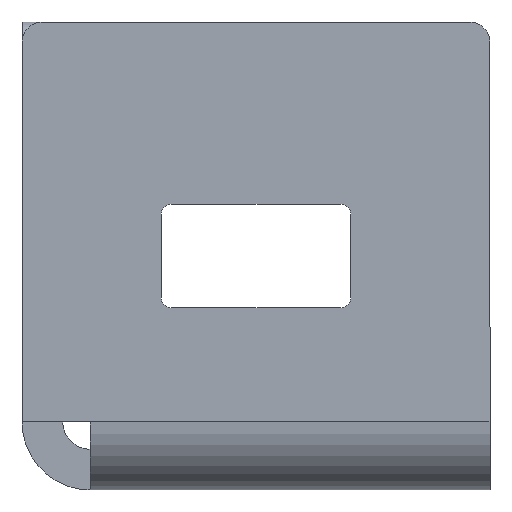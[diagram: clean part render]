
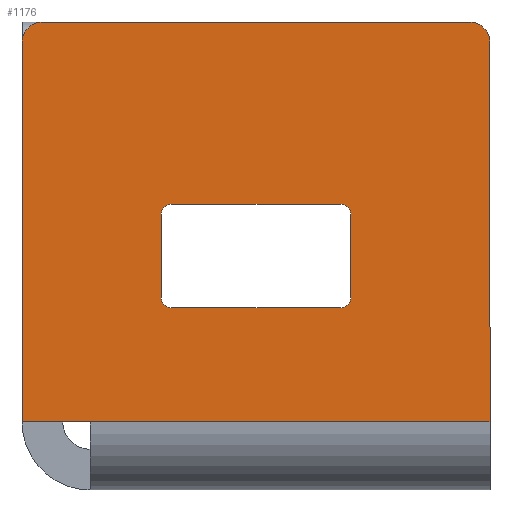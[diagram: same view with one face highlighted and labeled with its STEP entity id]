
A CAD part, front view. The second image highlights one B-rep face of the part: STEP entity #1176.
In plain terms, the highlighted planar face has unit normal (0, -1, 0).
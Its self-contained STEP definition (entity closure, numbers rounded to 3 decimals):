
#4 = ORIENTED_EDGE ( 'NONE', *, *, #989, .T. ) ;
#29 = ORIENTED_EDGE ( 'NONE', *, *, #1308, .T. ) ;
#36 = CIRCLE ( 'NONE', #433, 1. ) ;
#51 = VECTOR ( 'NONE', #479, 1000. ) ;
#61 = CIRCLE ( 'NONE', #1375, 2. ) ;
#64 = VERTEX_POINT ( 'NONE', #1363 ) ;
#77 = CARTESIAN_POINT ( 'NONE',  ( 13.7, 0., 14.9 ) ) ;
#81 = AXIS2_PLACEMENT_3D ( 'NONE', #767, #212, #777 ) ;
#82 = LINE ( 'NONE', #1323, #602 ) ;
#83 = FACE_OUTER_BOUND ( 'NONE', #815, .T. ) ;
#89 = VERTEX_POINT ( 'NONE', #1171 ) ;
#102 = CIRCLE ( 'NONE', #1115, 1. ) ;
#106 = EDGE_CURVE ( 'NONE', #1086, #1386, #36, .T. ) ;
#110 = LINE ( 'NONE', #1362, #51 ) ;
#118 = EDGE_CURVE ( 'NONE', #181, #903, #1055, .T. ) ;
#119 = CARTESIAN_POINT ( 'NONE',  ( 31.3, 0., 13.9 ) ) ;
#137 = CARTESIAN_POINT ( 'NONE',  ( 14.7, 0., 24.1 ) ) ;
#148 = VERTEX_POINT ( 'NONE', #1034 ) ;
#181 = VERTEX_POINT ( 'NONE', #814 ) ;
#200 = CARTESIAN_POINT ( 'NONE',  ( 44., 0., 42. ) ) ;
#208 = EDGE_CURVE ( 'NONE', #1246, #529, #628, .T. ) ;
#212 = DIRECTION ( 'NONE',  ( 0., 1., 0. ) ) ;
#214 = EDGE_CURVE ( 'NONE', #489, #181, #773, .T. ) ;
#230 = ORIENTED_EDGE ( 'NONE', *, *, #598, .T. ) ;
#233 = VECTOR ( 'NONE', #930, 1000. ) ;
#245 = EDGE_CURVE ( 'NONE', #529, #1259, #61, .T. ) ;
#252 = CARTESIAN_POINT ( 'NONE',  ( 0., 0., 2.7 ) ) ;
#259 = ORIENTED_EDGE ( 'NONE', *, *, #743, .F. ) ;
#270 = DIRECTION ( 'NONE',  ( 0., -1., 0. ) ) ;
#276 = CARTESIAN_POINT ( 'NONE',  ( 14.7, 0., 23.1 ) ) ;
#286 = ORIENTED_EDGE ( 'NONE', *, *, #574, .T. ) ;
#294 = DIRECTION ( 'NONE',  ( 0., -1., 0. ) ) ;
#298 = ORIENTED_EDGE ( 'NONE', *, *, #361, .T. ) ;
#303 = DIRECTION ( 'NONE',  ( 0., 0., 1. ) ) ;
#307 = DIRECTION ( 'NONE',  ( 0., 0., -1. ) ) ;
#326 = CARTESIAN_POINT ( 'NONE',  ( 13.7, 0., 23.1 ) ) ;
#338 = CARTESIAN_POINT ( 'NONE',  ( 2., 0., 42. ) ) ;
#359 = CARTESIAN_POINT ( 'NONE',  ( 14.7, 0., 13.9 ) ) ;
#361 = EDGE_CURVE ( 'NONE', #903, #889, #102, .T. ) ;
#366 = AXIS2_PLACEMENT_3D ( 'NONE', #1204, #872, #303 ) ;
#371 = VERTEX_POINT ( 'NONE', #77 ) ;
#379 = ORIENTED_EDGE ( 'NONE', *, *, #214, .T. ) ;
#412 = VERTEX_POINT ( 'NONE', #1213 ) ;
#432 = LINE ( 'NONE', #1221, #766 ) ;
#433 = AXIS2_PLACEMENT_3D ( 'NONE', #729, #822, #473 ) ;
#441 = EDGE_CURVE ( 'NONE', #148, #1246, #495, .T. ) ;
#450 = CARTESIAN_POINT ( 'NONE',  ( 31.3, 0., 24.1 ) ) ;
#461 = LINE ( 'NONE', #359, #1319 ) ;
#473 = DIRECTION ( 'NONE',  ( 0., 0., -1. ) ) ;
#479 = DIRECTION ( 'NONE',  ( 0., 0., 1. ) ) ;
#489 = VERTEX_POINT ( 'NONE', #326 ) ;
#495 = CIRCLE ( 'NONE', #1238, 2. ) ;
#529 = VERTEX_POINT ( 'NONE', #338 ) ;
#561 = DIRECTION ( 'NONE',  ( -1., 0., 0. ) ) ;
#574 = EDGE_CURVE ( 'NONE', #1386, #64, #461, .T. ) ;
#595 = VERTEX_POINT ( 'NONE', #252 ) ;
#598 = EDGE_CURVE ( 'NONE', #1259, #595, #1381, .T. ) ;
#602 = VECTOR ( 'NONE', #1454, 1000. ) ;
#612 = CARTESIAN_POINT ( 'NONE',  ( 46., 0., 2.7 ) ) ;
#628 = LINE ( 'NONE', #1409, #1035 ) ;
#632 = EDGE_CURVE ( 'NONE', #371, #489, #110, .T. ) ;
#636 = AXIS2_PLACEMENT_3D ( 'NONE', #276, #1060, #819 ) ;
#661 = ORIENTED_EDGE ( 'NONE', *, *, #118, .T. ) ;
#670 = ORIENTED_EDGE ( 'NONE', *, *, #106, .T. ) ;
#719 = DIRECTION ( 'NONE',  ( 1., 0., 0. ) ) ;
#729 = CARTESIAN_POINT ( 'NONE',  ( 31.3, 0., 14.9 ) ) ;
#733 = DIRECTION ( 'NONE',  ( -1., 0., 0. ) ) ;
#743 = EDGE_CURVE ( 'NONE', #89, #412, #999, .T. ) ;
#754 = FACE_BOUND ( 'NONE', #896, .T. ) ;
#762 = DIRECTION ( 'NONE',  ( 0., 0., 1. ) ) ;
#766 = VECTOR ( 'NONE', #1337, 1000. ) ;
#767 = CARTESIAN_POINT ( 'NONE',  ( 14.7, 0., 14.9 ) ) ;
#773 = CIRCLE ( 'NONE', #636, 1. ) ;
#777 = DIRECTION ( 'NONE',  ( 0., 0., -1. ) ) ;
#794 = ORIENTED_EDGE ( 'NONE', *, *, #208, .T. ) ;
#814 = CARTESIAN_POINT ( 'NONE',  ( 14.7, 0., 24.1 ) ) ;
#815 = EDGE_LOOP ( 'NONE', ( #794, #1081, #230, #4, #259, #1128, #1310 ) ) ;
#819 = DIRECTION ( 'NONE',  ( 0., 0., 1. ) ) ;
#822 = DIRECTION ( 'NONE',  ( 0., 1., 0. ) ) ;
#823 = EDGE_CURVE ( 'NONE', #889, #1086, #432, .T. ) ;
#872 = DIRECTION ( 'NONE',  ( 0., 1., 0. ) ) ;
#889 = VERTEX_POINT ( 'NONE', #927 ) ;
#896 = EDGE_LOOP ( 'NONE', ( #661, #298, #1138, #670, #286, #29, #1270, #379 ) ) ;
#903 = VERTEX_POINT ( 'NONE', #450 ) ;
#927 = CARTESIAN_POINT ( 'NONE',  ( 32.3, 0., 23.1 ) ) ;
#930 = DIRECTION ( 'NONE',  ( 0., 0., -1. ) ) ;
#962 = DIRECTION ( 'NONE',  ( 0., 0., 1. ) ) ;
#975 = CIRCLE ( 'NONE', #81, 1. ) ;
#984 = PLANE ( 'NONE',  #366 ) ;
#989 = EDGE_CURVE ( 'NONE', #595, #412, #1293, .T. ) ;
#999 = LINE ( 'NONE', #1321, #1264 ) ;
#1007 = CARTESIAN_POINT ( 'NONE',  ( 0., 0., 40. ) ) ;
#1011 = CARTESIAN_POINT ( 'NONE',  ( 0., 0., 0. ) ) ;
#1034 = CARTESIAN_POINT ( 'NONE',  ( 46., 0., 40. ) ) ;
#1035 = VECTOR ( 'NONE', #733, 1000. ) ;
#1055 = LINE ( 'NONE', #137, #1291 ) ;
#1060 = DIRECTION ( 'NONE',  ( 0., 1., 0. ) ) ;
#1081 = ORIENTED_EDGE ( 'NONE', *, *, #245, .T. ) ;
#1086 = VERTEX_POINT ( 'NONE', #1303 ) ;
#1097 = DIRECTION ( 'NONE',  ( 0., 1., 0. ) ) ;
#1112 = DIRECTION ( 'NONE',  ( -1., 0., 0. ) ) ;
#1115 = AXIS2_PLACEMENT_3D ( 'NONE', #1320, #1097, #307 ) ;
#1128 = ORIENTED_EDGE ( 'NONE', *, *, #1284, .T. ) ;
#1138 = ORIENTED_EDGE ( 'NONE', *, *, #823, .T. ) ;
#1164 = DIRECTION ( 'NONE',  ( 1., 0., 0. ) ) ;
#1171 = CARTESIAN_POINT ( 'NONE',  ( 46., 0., 2.7 ) ) ;
#1176 = ADVANCED_FACE ( 'NONE', ( #754, #83 ), #984, .F. ) ;
#1204 = CARTESIAN_POINT ( 'NONE',  ( 0., 0., 0. ) ) ;
#1213 = CARTESIAN_POINT ( 'NONE',  ( 6.7, 0., 2.7 ) ) ;
#1221 = CARTESIAN_POINT ( 'NONE',  ( 32.3, 0., 14.9 ) ) ;
#1238 = AXIS2_PLACEMENT_3D ( 'NONE', #1331, #294, #762 ) ;
#1246 = VERTEX_POINT ( 'NONE', #200 ) ;
#1259 = VERTEX_POINT ( 'NONE', #1007 ) ;
#1264 = VECTOR ( 'NONE', #1112, 1000. ) ;
#1270 = ORIENTED_EDGE ( 'NONE', *, *, #632, .T. ) ;
#1284 = EDGE_CURVE ( 'NONE', #89, #148, #82, .T. ) ;
#1291 = VECTOR ( 'NONE', #1164, 1000. ) ;
#1293 = LINE ( 'NONE', #612, #1356 ) ;
#1303 = CARTESIAN_POINT ( 'NONE',  ( 32.3, 0., 14.9 ) ) ;
#1308 = EDGE_CURVE ( 'NONE', #64, #371, #975, .T. ) ;
#1310 = ORIENTED_EDGE ( 'NONE', *, *, #441, .T. ) ;
#1319 = VECTOR ( 'NONE', #561, 1000. ) ;
#1320 = CARTESIAN_POINT ( 'NONE',  ( 31.3, 0., 23.1 ) ) ;
#1321 = CARTESIAN_POINT ( 'NONE',  ( 0., 0., 2.7 ) ) ;
#1323 = CARTESIAN_POINT ( 'NONE',  ( 46., 0., 0. ) ) ;
#1331 = CARTESIAN_POINT ( 'NONE',  ( 44., 0., 40. ) ) ;
#1337 = DIRECTION ( 'NONE',  ( 0., 0., -1. ) ) ;
#1356 = VECTOR ( 'NONE', #719, 1000. ) ;
#1362 = CARTESIAN_POINT ( 'NONE',  ( 13.7, 0., 14.9 ) ) ;
#1363 = CARTESIAN_POINT ( 'NONE',  ( 14.7, 0., 13.9 ) ) ;
#1375 = AXIS2_PLACEMENT_3D ( 'NONE', #1402, #270, #962 ) ;
#1381 = LINE ( 'NONE', #1011, #233 ) ;
#1386 = VERTEX_POINT ( 'NONE', #119 ) ;
#1402 = CARTESIAN_POINT ( 'NONE',  ( 2., 0., 40. ) ) ;
#1409 = CARTESIAN_POINT ( 'NONE',  ( 0., 0., 42. ) ) ;
#1454 = DIRECTION ( 'NONE',  ( 0., 0., 1. ) ) ;
